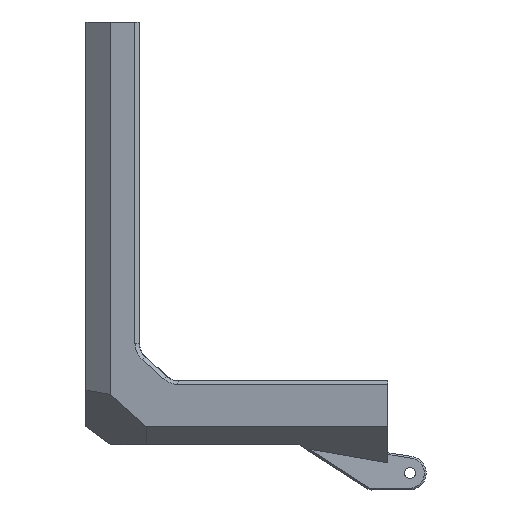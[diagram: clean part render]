
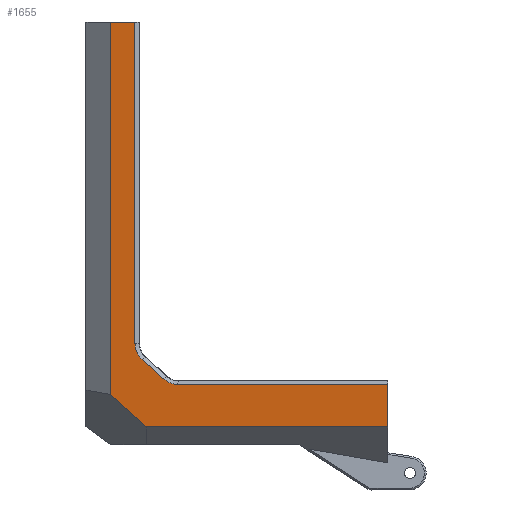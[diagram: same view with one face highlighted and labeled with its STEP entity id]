
A CAD part, left-side view. The second image highlights one B-rep face of the part: STEP entity #1655.
In plain terms, the highlighted planar face has unit normal (-0.985, 0.174, 0).
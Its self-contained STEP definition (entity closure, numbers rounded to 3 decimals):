
#41=CIRCLE('',#1770,6.);
#42=CIRCLE('',#1771,6.);
#102=FACE_OUTER_BOUND('',#198,.T.);
#198=EDGE_LOOP('',(#1174,#1175,#1176,#1177,#1178,#1179,#1180,#1181,#1182,
#1183));
#320=LINE('',#2450,#524);
#340=LINE('',#2494,#544);
#341=LINE('',#2496,#545);
#342=LINE('',#2497,#546);
#343=LINE('',#2499,#547);
#344=LINE('',#2501,#548);
#345=LINE('',#2505,#549);
#346=LINE('',#2508,#550);
#524=VECTOR('',#1968,1000.);
#544=VECTOR('',#1996,1000.);
#545=VECTOR('',#1997,1000.);
#546=VECTOR('',#1998,1000.);
#547=VECTOR('',#1999,1000.);
#548=VECTOR('',#2000,1000.);
#549=VECTOR('',#2003,1000.);
#550=VECTOR('',#2006,1000.);
#716=VERTEX_POINT('',#2447);
#717=VERTEX_POINT('',#2449);
#736=VERTEX_POINT('',#2492);
#737=VERTEX_POINT('',#2493);
#738=VERTEX_POINT('',#2495);
#739=VERTEX_POINT('',#2498);
#740=VERTEX_POINT('',#2500);
#741=VERTEX_POINT('',#2502);
#742=VERTEX_POINT('',#2504);
#743=VERTEX_POINT('',#2506);
#885=EDGE_CURVE('',#716,#717,#320,.T.);
#905=EDGE_CURVE('',#736,#737,#340,.T.);
#906=EDGE_CURVE('',#738,#737,#341,.T.);
#907=EDGE_CURVE('',#717,#738,#342,.T.);
#908=EDGE_CURVE('',#739,#716,#343,.T.);
#909=EDGE_CURVE('',#740,#739,#344,.T.);
#910=EDGE_CURVE('',#741,#740,#41,.T.);
#911=EDGE_CURVE('',#742,#741,#345,.T.);
#912=EDGE_CURVE('',#743,#742,#42,.T.);
#913=EDGE_CURVE('',#736,#743,#346,.T.);
#1174=ORIENTED_EDGE('',*,*,#905,.T.);
#1175=ORIENTED_EDGE('',*,*,#906,.F.);
#1176=ORIENTED_EDGE('',*,*,#907,.F.);
#1177=ORIENTED_EDGE('',*,*,#885,.F.);
#1178=ORIENTED_EDGE('',*,*,#908,.F.);
#1179=ORIENTED_EDGE('',*,*,#909,.F.);
#1180=ORIENTED_EDGE('',*,*,#910,.F.);
#1181=ORIENTED_EDGE('',*,*,#911,.F.);
#1182=ORIENTED_EDGE('',*,*,#912,.F.);
#1183=ORIENTED_EDGE('',*,*,#913,.F.);
#1580=PLANE('',#1769);
#1655=ADVANCED_FACE('',(#102),#1580,.T.);
#1769=AXIS2_PLACEMENT_3D('',#2491,#1994,#1995);
#1770=AXIS2_PLACEMENT_3D('',#2503,#2001,#2002);
#1771=AXIS2_PLACEMENT_3D('',#2507,#2004,#2005);
#1968=DIRECTION('',(0.174,0.985,0.));
#1994=DIRECTION('center_axis',(-0.985,0.174,0.));
#1995=DIRECTION('ref_axis',(-0.174,-0.985,0.));
#1996=DIRECTION('',(0.174,0.985,0.));
#1997=DIRECTION('',(0.,0.,1.));
#1998=DIRECTION('',(0.13,0.738,0.663));
#1999=DIRECTION('',(0.,0.,-1.));
#2000=DIRECTION('',(-0.174,-0.985,0.));
#2001=DIRECTION('center_axis',(-0.985,0.174,0.));
#2002=DIRECTION('ref_axis',(-0.174,-0.985,0.));
#2003=DIRECTION('',(-0.13,-0.738,-0.663));
#2004=DIRECTION('center_axis',(-0.985,0.174,0.));
#2005=DIRECTION('ref_axis',(-0.174,-0.985,0.));
#2006=DIRECTION('',(0.,0.,-1.));
#2447=CARTESIAN_POINT('',(39.9,173.009,42.862));
#2449=CARTESIAN_POINT('',(51.877,240.936,42.862));
#2450=CARTESIAN_POINT('',(39.9,173.009,42.862));
#2491=CARTESIAN_POINT('Origin',(39.9,173.009,36.862));
#2492=CARTESIAN_POINT('',(52.457,244.222,156.862));
#2493=CARTESIAN_POINT('',(53.672,251.115,156.862));
#2494=CARTESIAN_POINT('',(39.9,173.009,156.862));
#2495=CARTESIAN_POINT('',(53.672,251.115,52.006));
#2496=CARTESIAN_POINT('',(53.672,251.115,252.862));
#2497=CARTESIAN_POINT('',(44.641,199.897,5.998));
#2498=CARTESIAN_POINT('',(39.9,173.009,54.862));
#2499=CARTESIAN_POINT('',(39.9,173.009,37.862));
#2500=CARTESIAN_POINT('',(50.335,232.188,54.862));
#2501=CARTESIAN_POINT('',(39.9,173.009,54.862));
#2502=CARTESIAN_POINT('',(51.025,236.103,56.369));
#2503=CARTESIAN_POINT('Origin',(50.335,232.188,60.862));
#2504=CARTESIAN_POINT('',(52.105,242.228,61.871));
#2505=CARTESIAN_POINT('',(43.319,192.396,17.109));
#2506=CARTESIAN_POINT('',(52.457,244.222,66.365));
#2507=CARTESIAN_POINT('Origin',(51.415,238.313,66.365));
#2508=CARTESIAN_POINT('',(52.457,244.222,36.862));
